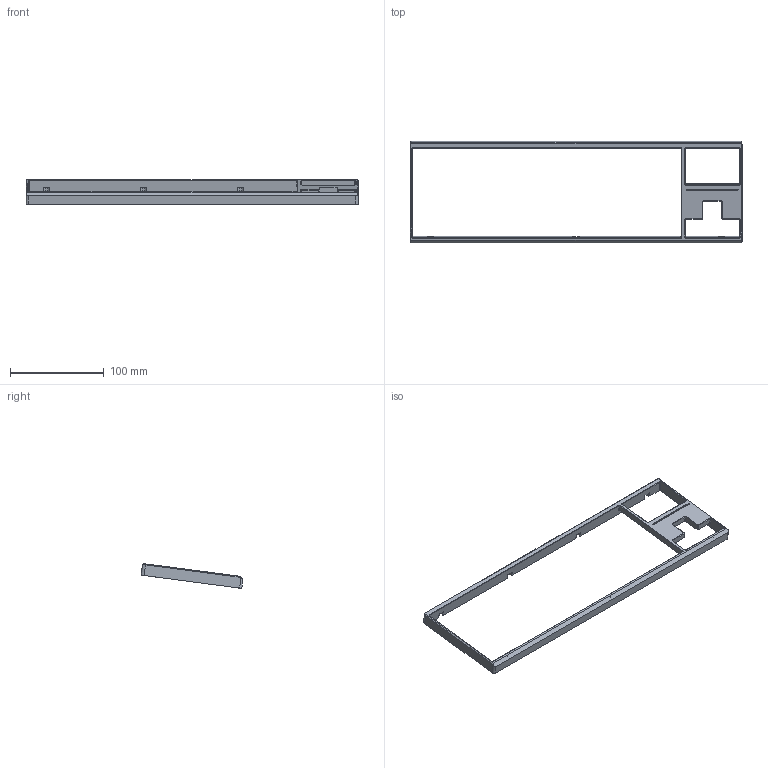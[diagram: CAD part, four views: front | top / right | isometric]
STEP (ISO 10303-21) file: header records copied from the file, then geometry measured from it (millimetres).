
FILE_DESCRIPTION(/* description */ (''),/* implementation_level */ '2;1');
FILE_NAME(/* name */ 'Night70 v20 top.step',/* time_stamp */ '2023-09-30T16:55:07+08:00',/* author */ (''),/* organization */ (''),/* preprocessor_version */ 'ST-DEVELOPER v20',/* originating_system */ 'Autodesk Translation Framework v12.14.0.127',/* authorisation */ '');
FILE_SCHEMA (('AUTOMOTIVE_DESIGN { 1 0 10303 214 3 1 1 }'));
Length unit declared in the file: millimetre
Products named in the file (1): Night70
Bounding box: 353.61 x 108.52 x 26.39 mm (x, y, z)
Volume: 67666.5 mm3; surface area: 38623.5 mm2
Topology: 1 solids, 1 shells, 238 faces, 600 edges, 384 vertices
Faces by surface type: plane 107, cylinder 107, torus 14, bspline 6, cone 4
Full cylindrical faces by diameter (mm): 1.623 x7, 2.075 x10
Entity records: 7227 total; most frequent: DIRECTION 1302, CARTESIAN_POINT 1259, ORIENTED_EDGE 1200, EDGE_CURVE 600, AXIS2_PLACEMENT_3D 469, VERTEX_POINT 384, LINE 364, VECTOR 364
